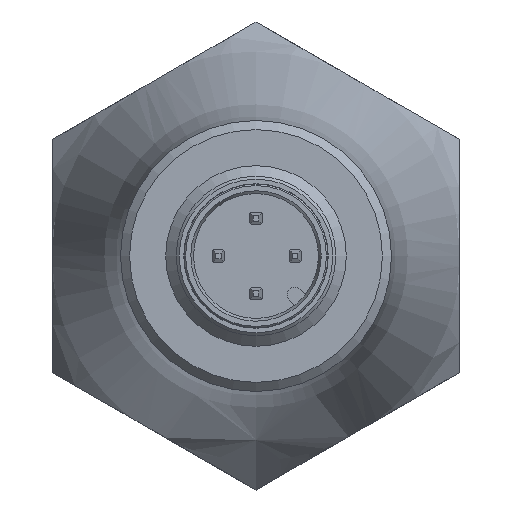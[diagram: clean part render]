
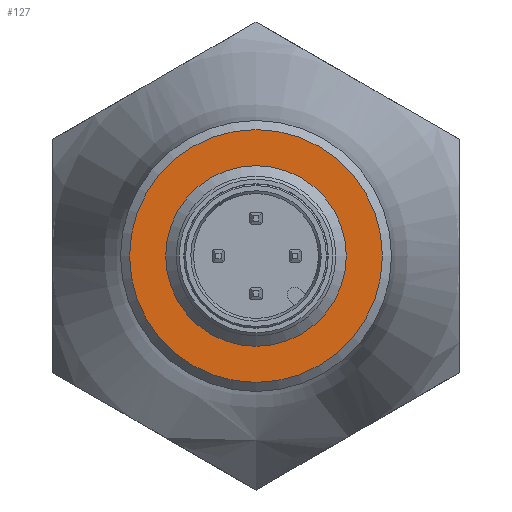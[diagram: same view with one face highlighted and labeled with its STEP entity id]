
A CAD part, front view. The second image highlights one B-rep face of the part: STEP entity #127.
In plain terms, the highlighted planar face has unit normal (0, -1, 0).
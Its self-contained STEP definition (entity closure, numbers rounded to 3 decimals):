
#127 = ADVANCED_FACE( '', ( #348, #349 ), #350, .T. );
#348 = FACE_OUTER_BOUND( '', #700, .T. );
#349 = FACE_BOUND( '', #701, .T. );
#350 = PLANE( '', #702 );
#700 = EDGE_LOOP( '', ( #1048 ) );
#701 = EDGE_LOOP( '', ( #1049 ) );
#702 = AXIS2_PLACEMENT_3D( '', #1050, #1051, #1052 );
#1048 = ORIENTED_EDGE( '', *, *, #1871, .T. );
#1049 = ORIENTED_EDGE( '', *, *, #1872, .T. );
#1050 = CARTESIAN_POINT( '', ( 9., -86.44, 0. ) );
#1051 = DIRECTION( '', ( 0., -1., 0. ) );
#1052 = DIRECTION( '', ( -1., 0., 0. ) );
#1871 = EDGE_CURVE( '', #2186, #2186, #2187, .T. );
#1872 = EDGE_CURVE( '', #2188, #2188, #2189, .F. );
#2186 = VERTEX_POINT( '', #2648 );
#2187 = CIRCLE( '', #2649, 8.4 );
#2188 = VERTEX_POINT( '', #2650 );
#2189 = CIRCLE( '', #2651, 5.9 );
#2648 = CARTESIAN_POINT( '', ( -8.4, -86.44, 0. ) );
#2649 = AXIS2_PLACEMENT_3D( '', #3554, #3555, #3556 );
#2650 = CARTESIAN_POINT( '', ( -5.9, -86.44, 0. ) );
#2651 = AXIS2_PLACEMENT_3D( '', #3557, #3558, #3559 );
#3554 = CARTESIAN_POINT( '', ( 0., -86.44, 0. ) );
#3555 = DIRECTION( '', ( 0., -1., 0. ) );
#3556 = DIRECTION( '', ( -1., 0., 0. ) );
#3557 = CARTESIAN_POINT( '', ( 0., -86.44, 0. ) );
#3558 = DIRECTION( '', ( 0., -1., 0. ) );
#3559 = DIRECTION( '', ( -1., 0., 0. ) );
